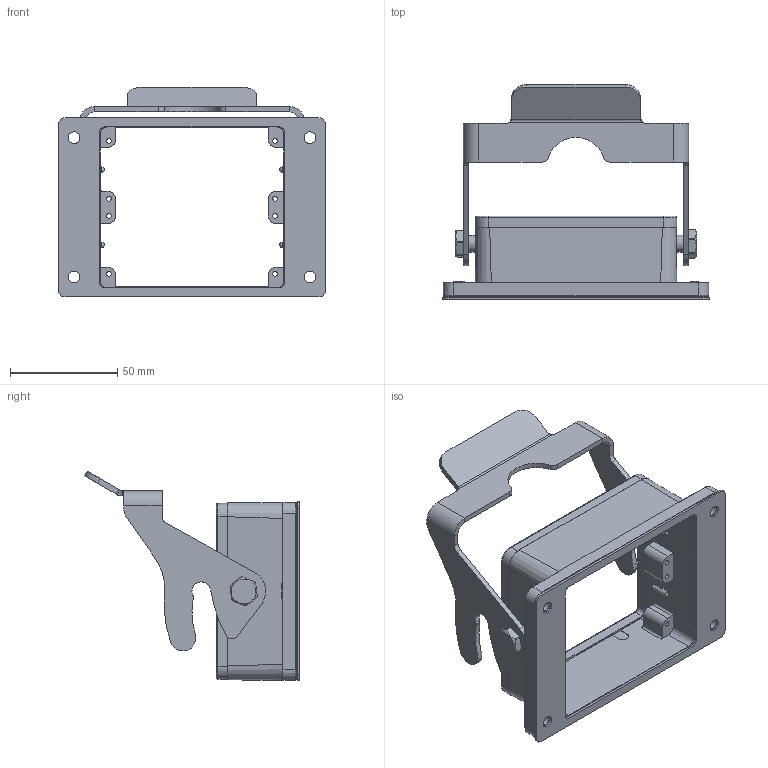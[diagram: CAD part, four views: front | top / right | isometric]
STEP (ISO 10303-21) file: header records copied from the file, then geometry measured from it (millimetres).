
FILE_DESCRIPTION(/* description */ (''),/* implementation_level */ '2;1');
FILE_NAME(/* name */ '3D_1110323251001_H32B-BK-1L_S_V1.1.stp',/* time_stamp */ '2024-02-01T15:24:44+08:00',/* author */ (''),/* organization */ (''),/* preprocessor_version */ 'ST-DEVELOPER v18.1',/* originating_system */ 'SIEMENS PLM Software NX 1980',/* authorisation */ '');
FILE_SCHEMA (('AUTOMOTIVE_DESIGN { 1 0 10303 214 3 1 1 1 }'));
Length unit declared in the file: millimetre
Products named in the file (1): 3D_1110323251001_H32B-BK-1L_S_V1.0_stp
Bounding box: 124.4 x 100.17 x 97.81 mm (x, y, z)
Volume: 90322 mm3; surface area: 61451.6 mm2
Topology: 1 solids, 4 shells, 524 faces, 1362 edges, 878 vertices
Faces by surface type: plane 231, cylinder 177, cone 78, torus 32, bspline 6
Entity records: 16738 total; most frequent: CARTESIAN_POINT 4011, ORIENTED_EDGE 2724, DIRECTION 2592, EDGE_CURVE 1362, AXIS2_PLACEMENT_3D 963, VERTEX_POINT 878, LINE 666, VECTOR 666
